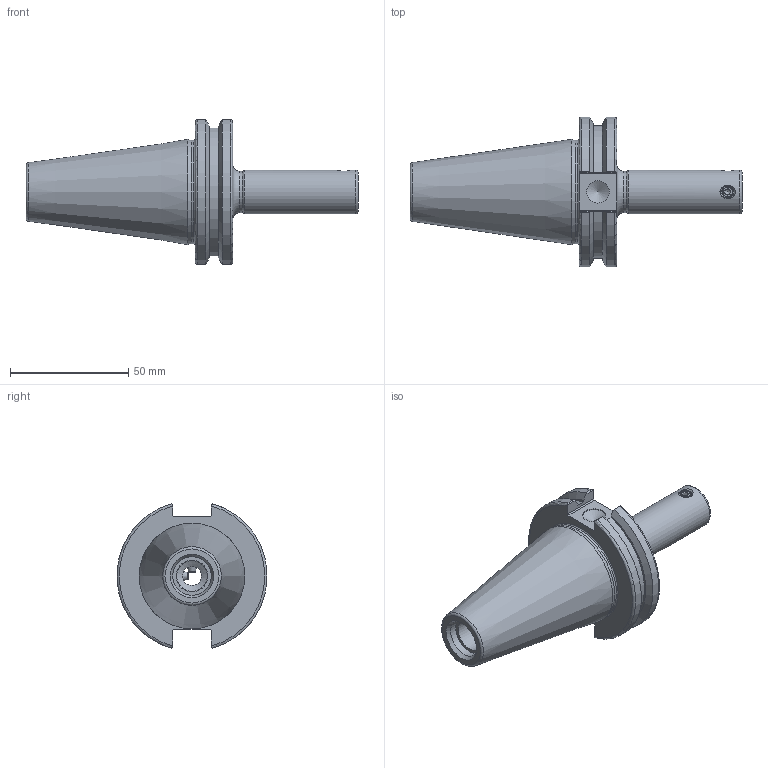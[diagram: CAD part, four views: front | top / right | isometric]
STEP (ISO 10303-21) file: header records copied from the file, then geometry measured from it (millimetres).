
FILE_DESCRIPTION(/* description */ (''),/* implementation_level */ '2;1');
FILE_NAME(/* name */ 'CAT40-S11-72.stp',/* time_stamp */ '2022-07-29T16:14:45+09:00',/* author */ ('eos'),/* organization */ (''),/* preprocessor_version */ 'ST-DEVELOPER v18.1',/* originating_system */ 'Autodesk Inventor 2022',/* authorisation */ '');
FILE_SCHEMA (('AUTOMOTIVE_DESIGN { 1 0 10303 214 3 1 1 }'));
Products named in the file (3): CAT40-S11-72; CAT50; M5x0.8x7L
Assembly tree (3 placements, depth 2):
  CAT40-S11-72
    CAT50
    M5x0.8x7L  x2
Bounding box: 140.25 x 63.26 x 61.09 mm (x, y, z)
Volume: 113215.6 mm3; surface area: 24793.8 mm2
Topology: 3 solids, 3 shells, 113 faces, 272 edges, 172 vertices
Faces by surface type: plane 59, cylinder 22, cone 20, torus 12
Full cylindrical faces by diameter (mm): 2.5 x2, 4.3 x2, 5 x2, 8 x1, 9.525 x1, 11 x1, 11.6 x1, 13 x1, 13.386 x1, 16.3 x1, 17.5 x1, 18.5 x1, 43.6 x1
Entity records: 3023 total; most frequent: CARTESIAN_POINT 733, DIRECTION 461, ORIENTED_EDGE 450, EDGE_CURVE 225, AXIS2_PLACEMENT_3D 177, VERTEX_POINT 145, EDGE_LOOP 108, LINE 107
